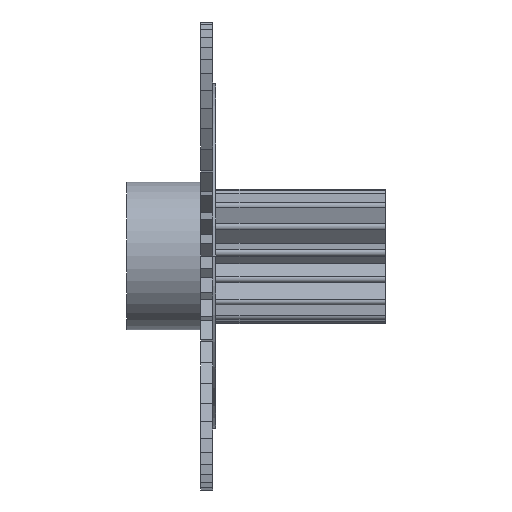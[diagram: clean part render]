
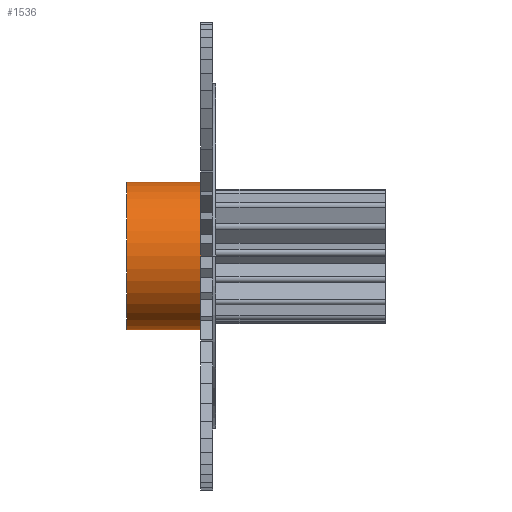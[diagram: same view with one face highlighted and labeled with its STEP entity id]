
A CAD part, left-side view. The second image highlights one B-rep face of the part: STEP entity #1536.
In plain terms, the highlighted cylindrical face has radius 3 mm (diameter 6 mm), a partial arc.
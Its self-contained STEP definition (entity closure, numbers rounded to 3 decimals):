
#384=CARTESIAN_POINT('POINT46',(0.,3.5,3.));
#385=VERTEX_POINT('VERTEX46',#384);
#386=CARTESIAN_POINT('POINT47',(0.,3.5,-3.));
#387=VERTEX_POINT('VERTEX47',#386);
#395=CARTESIAN_POINT('POS48',(0.,3.5,0.));
#396=DIRECTION('DIR65',(0.,1.,0.));
#397=DIRECTION('DIR66',(0.,0.,-1.));
#398=AXIS2_PLACEMENT_3D('AXIS18',#395,#396,#397);
#399=CIRCLE('ELLIPSE17',#398,3.);
#400=EDGE_CURVE('EDGE47',#387,#385,#399,.T.);
#1505=CARTESIAN_POINT('POINT93',(0.,0.5,3.));
#1506=VERTEX_POINT('VERTEX93',#1505);
#1507=CARTESIAN_POINT('POS185',(0.,0.5,3.
   ));
#1508=DIRECTION('DIR264',(0.,1.,0.));
#1509=VECTOR('VEC106',#1508,1.);
#1510=LINE('STRAIGHT106',#1507,#1509);
#1511=EDGE_CURVE('EDGE138',#1506,#385,#1510,.T.);
#1512=ORIENTED_EDGE('COEDGE228',*,*,#1511,.T.);
#1513=ORIENTED_EDGE('COEDGE229',*,*,#400,.F.);
#1514=CARTESIAN_POINT('POINT94',(0.,0.5,-3.));
#1515=VERTEX_POINT('VERTEX94',#1514);
#1516=CARTESIAN_POINT('POS186',(0.,0.5,-3.));
#1517=DIRECTION('DIR265',(0.,1.,0.));
#1518=VECTOR('VEC107',#1517,1.);
#1519=LINE('STRAIGHT107',#1516,#1518);
#1520=EDGE_CURVE('EDGE139',#1515,#387,#1519,.T.);
#1521=ORIENTED_EDGE('COEDGE230',*,*,#1520,.F.);
#1522=CARTESIAN_POINT('POS187',(0.,0.5,0.));
#1523=DIRECTION('DIR266',(0.,1.,0.));
#1524=DIRECTION('DIR267',(0.,0.,-1.));
#1525=AXIS2_PLACEMENT_3D('AXIS80',#1522,#1523,#1524);
#1526=CIRCLE('ELLIPSE33',#1525,3.);
#1527=EDGE_CURVE('EDGE140',#1515,#1506,#1526,.T.);
#1528=ORIENTED_EDGE('COEDGE231',*,*,#1527,.T.);
#1529=EDGE_LOOP('NONE',(#1512,#1513,#1521,#1528));
#1530=FACE_BOUND('LOOP1',#1529,.T.);
#1531=CARTESIAN_POINT('POS188',(0.,0.5,0.));
#1532=DIRECTION('DIR268',(0.,1.,0.));
#1533=DIRECTION('DIR269',(0.,0.,-1.));
#1534=AXIS2_PLACEMENT_3D('AXIS81',#1531,#1532,#1533);
#1535=CYLINDRICAL_SURFACE('CONE_SURF16',#1534,3.);
#1536=ADVANCED_FACE('FACE48',(#1530),#1535,.T.);
